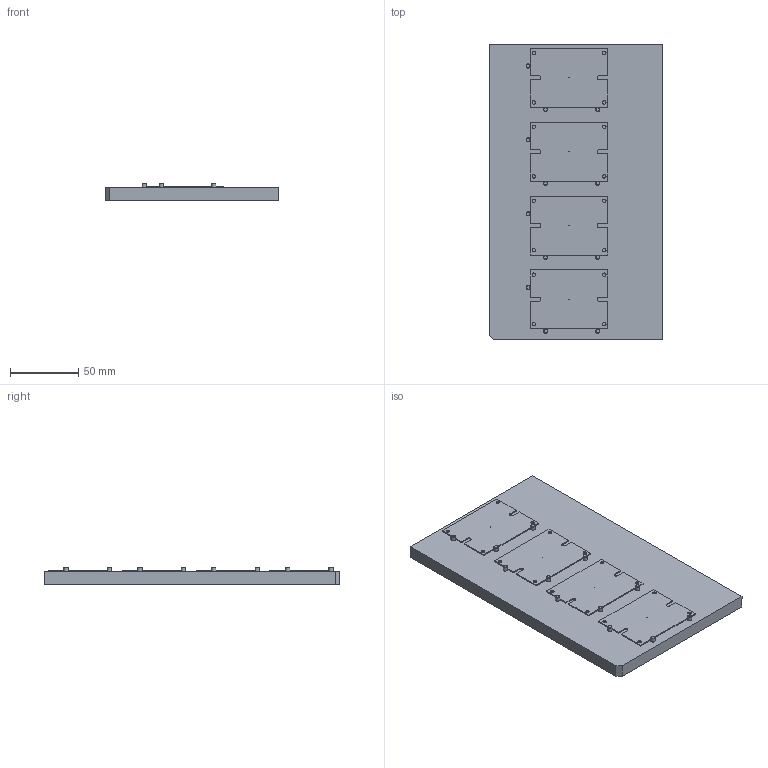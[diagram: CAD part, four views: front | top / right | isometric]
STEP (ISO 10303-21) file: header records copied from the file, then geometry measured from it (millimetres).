
FILE_DESCRIPTION(/* description */ (''),/* implementation_level */ '2;1');
FILE_NAME(/* name */ 'Baseplate Staging Plate Assembly - V1.stp',/* time_stamp */ '2022-01-12T15:23:43-06:00',/* author */ ('Caleb Fangmeier'),/* organization */ (''),/* preprocessor_version */ 'ST-DEVELOPER v18.1',/* originating_system */ 'Autodesk Inventor 2022',/* authorisation */ '');
FILE_SCHEMA (('AUTOMOTIVE_DESIGN { 1 0 10303 214 3 1 1 }'));
Length unit declared in the file: inch
Products named in the file (4): BBM Staging Plate Assembly; Assembly Plate; etl standard baseplate with cutouts; 98381A304_Dowel Pin
Assembly tree (17 placements, depth 2):
  BBM Staging Plate Assembly
    Assembly Plate
    etl standard baseplate with cutouts  x4
    98381A304_Dowel Pin  x12
Bounding box: 127 x 215.9 x 12.7 mm (x, y, z)
Volume: 266712 mm3; surface area: 86393.3 mm2
Topology: 17 solids, 17 shells, 291 faces, 747 edges, 478 vertices
Faces by surface type: plane 147, cylinder 116, cone 28
Full cylindrical faces by diameter (mm): 0.1 x4, 2 x16, 2.5 x16, 3.175 x24
Entity records: 6095 total; most frequent: DIRECTION 1078, CARTESIAN_POINT 1008, ORIENTED_EDGE 992, EDGE_CURVE 496, AXIS2_PLACEMENT_3D 385, VERTEX_POINT 315, LINE 308, VECTOR 308
